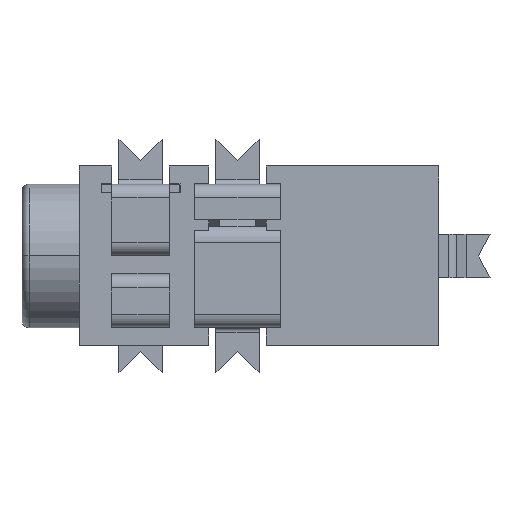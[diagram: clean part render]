
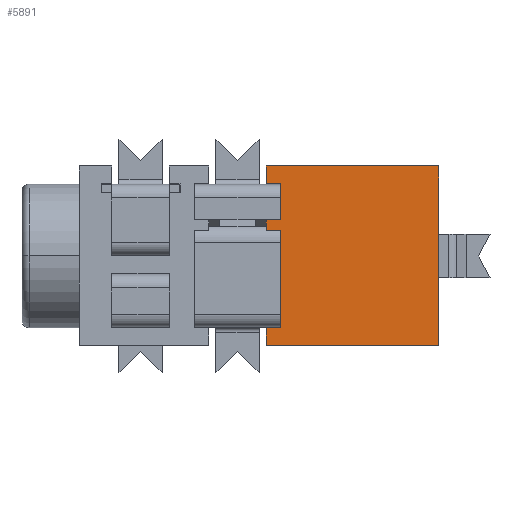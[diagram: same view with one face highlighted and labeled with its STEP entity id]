
A CAD part, top view. The second image highlights one B-rep face of the part: STEP entity #5891.
In plain terms, the highlighted planar face has unit normal (0, 0, 1).
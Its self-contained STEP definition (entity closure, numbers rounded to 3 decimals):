
#27 = CARTESIAN_POINT ( 'NONE',  ( 0., 0., 4.01 ) ) ;
#259 = VERTEX_POINT ( 'NONE', #5416 ) ;
#381 = DIRECTION ( 'NONE',  ( 0., 1., 0. ) ) ;
#452 = CARTESIAN_POINT ( 'NONE',  ( 8.3, 2.5, 4.01 ) ) ;
#586 = LINE ( 'NONE', #11098, #5811 ) ;
#818 = ORIENTED_EDGE ( 'NONE', *, *, #16113, .F. ) ;
#1023 = ORIENTED_EDGE ( 'NONE', *, *, #2094, .F. ) ;
#1582 = LINE ( 'NONE', #8835, #12481 ) ;
#1850 = LINE ( 'NONE', #15032, #13830 ) ;
#1922 = VECTOR ( 'NONE', #9505, 1000. ) ;
#2094 = EDGE_CURVE ( 'NONE', #17910, #8831, #4460, .T. ) ;
#2176 = CARTESIAN_POINT ( 'NONE',  ( 3.9, 2., 4.01 ) ) ;
#2658 = EDGE_CURVE ( 'NONE', #9486, #16643, #1850, .T. ) ;
#3211 = EDGE_CURVE ( 'NONE', #17910, #6205, #9308, .T. ) ;
#3405 = ORIENTED_EDGE ( 'NONE', *, *, #22250, .F. ) ;
#3916 = CARTESIAN_POINT ( 'NONE',  ( 3.5, 2.5, 4.01 ) ) ;
#4460 = LINE ( 'NONE', #9923, #16858 ) ;
#4626 = EDGE_CURVE ( 'NONE', #6205, #17011, #586, .T. ) ;
#4829 = EDGE_LOOP ( 'NONE', ( #1023, #13463, #9849, #21850, #818, #8155, #8290, #3405, #15218, #17604, #9098, #22156 ) ) ;
#5416 = CARTESIAN_POINT ( 'NONE',  ( 3.9, 0.7, 4.01 ) ) ;
#5744 = CARTESIAN_POINT ( 'NONE',  ( 3.5, 1., 4.01 ) ) ;
#5811 = VECTOR ( 'NONE', #7858, 1000. ) ;
#5825 = LINE ( 'NONE', #22283, #1922 ) ;
#5891 = ADVANCED_FACE ( 'NONE', ( #23158 ), #8963, .T. ) ;
#6131 = LINE ( 'NONE', #17041, #21083 ) ;
#6205 = VERTEX_POINT ( 'NONE', #11957 ) ;
#6362 = VERTEX_POINT ( 'NONE', #3916 ) ;
#6400 = CARTESIAN_POINT ( 'NONE',  ( 3.5, 2., 4.01 ) ) ;
#7157 = EDGE_CURVE ( 'NONE', #259, #21218, #5825, .T. ) ;
#7344 = LINE ( 'NONE', #14661, #17577 ) ;
#7442 = DIRECTION ( 'NONE',  ( 1., 0., 0. ) ) ;
#7705 = DIRECTION ( 'NONE',  ( 0., 1., 0. ) ) ;
#7858 = DIRECTION ( 'NONE',  ( 0., 1., 0. ) ) ;
#8155 = ORIENTED_EDGE ( 'NONE', *, *, #2658, .F. ) ;
#8290 = ORIENTED_EDGE ( 'NONE', *, *, #10711, .F. ) ;
#8831 = VERTEX_POINT ( 'NONE', #13414 ) ;
#8835 = CARTESIAN_POINT ( 'NONE',  ( 3.9, 1., 4.01 ) ) ;
#8963 = PLANE ( 'NONE',  #13697 ) ;
#8998 = CARTESIAN_POINT ( 'NONE',  ( 3.9, -2., 4.01 ) ) ;
#9098 = ORIENTED_EDGE ( 'NONE', *, *, #17438, .F. ) ;
#9287 = VECTOR ( 'NONE', #10909, 1000. ) ;
#9308 = LINE ( 'NONE', #10990, #18794 ) ;
#9337 = LINE ( 'NONE', #15007, #9287 ) ;
#9486 = VERTEX_POINT ( 'NONE', #2176 ) ;
#9505 = DIRECTION ( 'NONE',  ( -1., 0., 0. ) ) ;
#9849 = ORIENTED_EDGE ( 'NONE', *, *, #4626, .T. ) ;
#9894 = CARTESIAN_POINT ( 'NONE',  ( 3.5, 0.7, 4.01 ) ) ;
#9923 = CARTESIAN_POINT ( 'NONE',  ( 3.5, -2.5, 4.01 ) ) ;
#10700 = LINE ( 'NONE', #8998, #13188 ) ;
#10711 = EDGE_CURVE ( 'NONE', #14778, #9486, #1582, .T. ) ;
#10785 = CARTESIAN_POINT ( 'NONE',  ( 3.5, 2., 4.01 ) ) ;
#10909 = DIRECTION ( 'NONE',  ( 0., 1., 0. ) ) ;
#10990 = CARTESIAN_POINT ( 'NONE',  ( -1.7, -2.5, 4.01 ) ) ;
#10991 = LINE ( 'NONE', #14850, #16601 ) ;
#11098 = CARTESIAN_POINT ( 'NONE',  ( 8.3, 2.5, 4.01 ) ) ;
#11957 = CARTESIAN_POINT ( 'NONE',  ( 8.3, -2.5, 4.01 ) ) ;
#12481 = VECTOR ( 'NONE', #16187, 1000. ) ;
#12585 = EDGE_CURVE ( 'NONE', #17011, #6362, #10991, .T. ) ;
#13108 = DIRECTION ( 'NONE',  ( -1., 0., 0. ) ) ;
#13188 = VECTOR ( 'NONE', #21907, 1000. ) ;
#13221 = EDGE_CURVE ( 'NONE', #8831, #20467, #10700, .T. ) ;
#13414 = CARTESIAN_POINT ( 'NONE',  ( 3.5, -2., 4.01 ) ) ;
#13463 = ORIENTED_EDGE ( 'NONE', *, *, #3211, .T. ) ;
#13697 = AXIS2_PLACEMENT_3D ( 'NONE', #27, #15119, #16792 ) ;
#13830 = VECTOR ( 'NONE', #13108, 1000. ) ;
#14661 = CARTESIAN_POINT ( 'NONE',  ( 3.5, 1., 4.01 ) ) ;
#14704 = VERTEX_POINT ( 'NONE', #5744 ) ;
#14778 = VERTEX_POINT ( 'NONE', #22652 ) ;
#14850 = CARTESIAN_POINT ( 'NONE',  ( -1.7, 2.5, 4.01 ) ) ;
#15007 = CARTESIAN_POINT ( 'NONE',  ( 3.9, 0.7, 4.01 ) ) ;
#15032 = CARTESIAN_POINT ( 'NONE',  ( 3.9, 2., 4.01 ) ) ;
#15119 = DIRECTION ( 'NONE',  ( 0., 0., 1. ) ) ;
#15218 = ORIENTED_EDGE ( 'NONE', *, *, #19719, .F. ) ;
#15521 = LINE ( 'NONE', #6400, #16870 ) ;
#16113 = EDGE_CURVE ( 'NONE', #16643, #6362, #15521, .T. ) ;
#16187 = DIRECTION ( 'NONE',  ( 0., 1., 0. ) ) ;
#16407 = DIRECTION ( 'NONE',  ( -1., 0., 0. ) ) ;
#16535 = DIRECTION ( 'NONE',  ( 1., 0., 0. ) ) ;
#16601 = VECTOR ( 'NONE', #16407, 1000. ) ;
#16643 = VERTEX_POINT ( 'NONE', #10785 ) ;
#16792 = DIRECTION ( 'NONE',  ( 1., 0., 0. ) ) ;
#16858 = VECTOR ( 'NONE', #381, 1000. ) ;
#16870 = VECTOR ( 'NONE', #17322, 1000. ) ;
#17011 = VERTEX_POINT ( 'NONE', #452 ) ;
#17041 = CARTESIAN_POINT ( 'NONE',  ( 3.9, 1., 4.01 ) ) ;
#17322 = DIRECTION ( 'NONE',  ( 0., 1., 0. ) ) ;
#17438 = EDGE_CURVE ( 'NONE', #20467, #259, #9337, .T. ) ;
#17577 = VECTOR ( 'NONE', #7705, 1000. ) ;
#17604 = ORIENTED_EDGE ( 'NONE', *, *, #7157, .F. ) ;
#17796 = CARTESIAN_POINT ( 'NONE',  ( 3.9, -2., 4.01 ) ) ;
#17910 = VERTEX_POINT ( 'NONE', #18345 ) ;
#18345 = CARTESIAN_POINT ( 'NONE',  ( 3.5, -2.5, 4.01 ) ) ;
#18794 = VECTOR ( 'NONE', #16535, 1000. ) ;
#19719 = EDGE_CURVE ( 'NONE', #21218, #14704, #7344, .T. ) ;
#20467 = VERTEX_POINT ( 'NONE', #17796 ) ;
#21083 = VECTOR ( 'NONE', #7442, 1000. ) ;
#21218 = VERTEX_POINT ( 'NONE', #9894 ) ;
#21850 = ORIENTED_EDGE ( 'NONE', *, *, #12585, .T. ) ;
#21907 = DIRECTION ( 'NONE',  ( 1., 0., 0. ) ) ;
#22156 = ORIENTED_EDGE ( 'NONE', *, *, #13221, .F. ) ;
#22250 = EDGE_CURVE ( 'NONE', #14704, #14778, #6131, .T. ) ;
#22283 = CARTESIAN_POINT ( 'NONE',  ( 3.9, 0.7, 4.01 ) ) ;
#22652 = CARTESIAN_POINT ( 'NONE',  ( 3.9, 1., 4.01 ) ) ;
#23158 = FACE_OUTER_BOUND ( 'NONE', #4829, .T. ) ;
